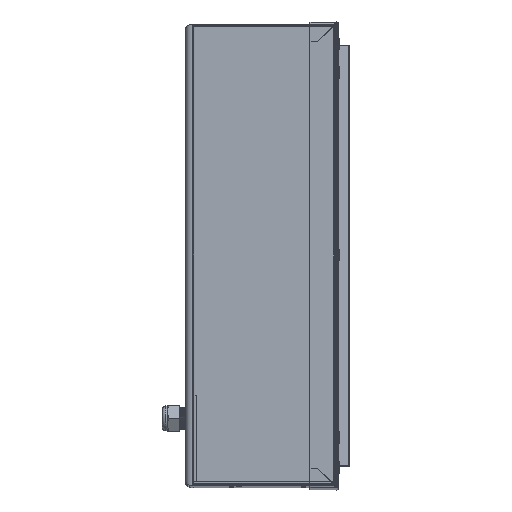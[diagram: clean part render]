
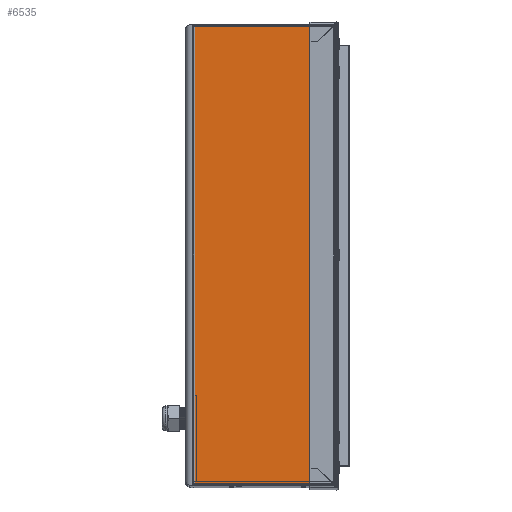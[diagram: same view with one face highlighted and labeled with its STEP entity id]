
A CAD part, top view. The second image highlights one B-rep face of the part: STEP entity #6535.
In plain terms, the highlighted planar face has unit normal (0, 0, 1).
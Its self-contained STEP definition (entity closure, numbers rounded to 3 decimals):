
#6535 = ADVANCED_FACE( '', ( #13170 ), #13171, .T. );
#13170 = FACE_OUTER_BOUND( '', #20348, .T. );
#13171 = PLANE( '', #20349 );
#20348 = EDGE_LOOP( '', ( #37145, #37146, #37147, #37148, #37149, #37150 ) );
#20349 = AXIS2_PLACEMENT_3D( '', #37151, #37152, #37153 );
#37145 = ORIENTED_EDGE( '', *, *, #47664, .F. );
#37146 = ORIENTED_EDGE( '', *, *, #47942, .T. );
#37147 = ORIENTED_EDGE( '', *, *, #45611, .T. );
#37148 = ORIENTED_EDGE( '', *, *, #46903, .T. );
#37149 = ORIENTED_EDGE( '', *, *, #43380, .F. );
#37150 = ORIENTED_EDGE( '', *, *, #45684, .F. );
#37151 = CARTESIAN_POINT( '', ( 74.5, 240., 597.5 ) );
#37152 = DIRECTION( '', ( 0., 0., 1. ) );
#37153 = DIRECTION( '', ( 1., 0., 0. ) );
#43380 = EDGE_CURVE( '', #52950, #52952, #52953, .T. );
#45611 = EDGE_CURVE( '', #56403, #53369, #56404, .T. );
#45684 = EDGE_CURVE( '', #55725, #52950, #56507, .T. );
#46903 = EDGE_CURVE( '', #53369, #52952, #58162, .T. );
#47664 = EDGE_CURVE( '', #51591, #55725, #59102, .T. );
#47942 = EDGE_CURVE( '', #51591, #56403, #59421, .T. );
#51591 = VERTEX_POINT( '', #64116 );
#52950 = VERTEX_POINT( '', #66192 );
#52952 = VERTEX_POINT( '', #66195 );
#52953 = LINE( '', #66196, #66197 );
#53369 = VERTEX_POINT( '', #66792 );
#55725 = VERTEX_POINT( '', #70193 );
#56403 = VERTEX_POINT( '', #71161 );
#56404 = LINE( '', #71162, #71163 );
#56507 = LINE( '', #71328, #71329 );
#58162 = LINE( '', #73718, #73719 );
#59102 = LINE( '', #75043, #75044 );
#59421 = LINE( '', #75515, #75516 );
#64116 = CARTESIAN_POINT( '', ( 72.29, 237.788, 597.5 ) );
#66192 = CARTESIAN_POINT( '', ( -72.288, -237.788, 597.5 ) );
#66195 = CARTESIAN_POINT( '', ( -72.29, -237.788, 597.5 ) );
#66196 = CARTESIAN_POINT( '', ( -72.29, -237.788, 597.5 ) );
#66197 = VECTOR( '', #79105, 1000. );
#66792 = CARTESIAN_POINT( '', ( -72.29, 237.788, 597.5 ) );
#70193 = CARTESIAN_POINT( '', ( 72.29, -237.788, 597.5 ) );
#71161 = CARTESIAN_POINT( '', ( -72.288, 237.788, 597.5 ) );
#71162 = CARTESIAN_POINT( '', ( -72.29, 237.788, 597.5 ) );
#71163 = VECTOR( '', #81549, 1000. );
#71328 = CARTESIAN_POINT( '', ( -72.29, -237.788, 597.5 ) );
#71329 = VECTOR( '', #81612, 1000. );
#73718 = CARTESIAN_POINT( '', ( -72.29, 240., 597.5 ) );
#73719 = VECTOR( '', #82867, 1000. );
#75043 = CARTESIAN_POINT( '', ( 72.29, -237.788, 597.5 ) );
#75044 = VECTOR( '', #83696, 1000. );
#75515 = CARTESIAN_POINT( '', ( -72.29, 237.788, 597.5 ) );
#75516 = VECTOR( '', #83998, 1000. );
#79105 = DIRECTION( '', ( -1., 0., 0. ) );
#81549 = DIRECTION( '', ( -1., 0., 0. ) );
#81612 = DIRECTION( '', ( -1., 0., 0. ) );
#82867 = DIRECTION( '', ( 0., -1., 0. ) );
#83696 = DIRECTION( '', ( 0., -1., 0. ) );
#83998 = DIRECTION( '', ( -1., 0., 0. ) );
